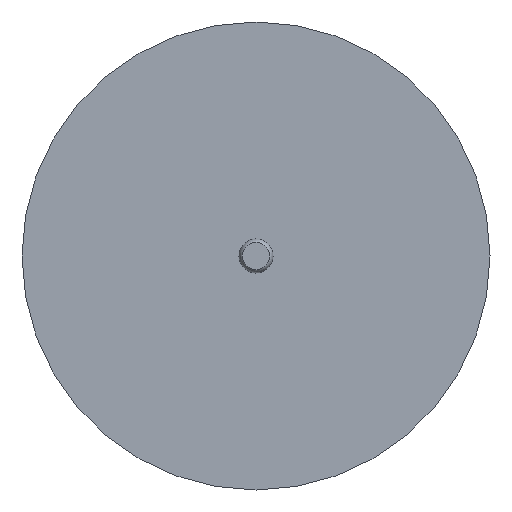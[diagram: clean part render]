
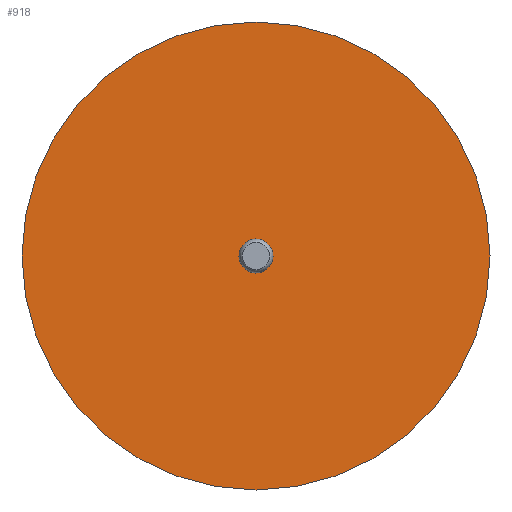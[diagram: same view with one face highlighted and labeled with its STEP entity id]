
A CAD part, front view. The second image highlights one B-rep face of the part: STEP entity #918.
In plain terms, the highlighted planar face has unit normal (0, -1, 0).
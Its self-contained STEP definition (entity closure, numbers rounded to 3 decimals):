
#70=FACE_BOUND('',#264,.T.);
#90=PLANE('',#1036);
#202=FACE_OUTER_BOUND('',#263,.T.);
#263=EDGE_LOOP('',(#795,#796));
#264=EDGE_LOOP('',(#797,#798));
#355=CIRCLE('',#1037,45.);
#356=CIRCLE('',#1038,45.);
#357=CIRCLE('',#1039,3.266);
#358=CIRCLE('',#1040,3.266);
#440=VERTEX_POINT('',#1636);
#441=VERTEX_POINT('',#1637);
#442=VERTEX_POINT('',#1640);
#443=VERTEX_POINT('',#1641);
#564=EDGE_CURVE('',#440,#441,#355,.T.);
#565=EDGE_CURVE('',#441,#440,#356,.T.);
#566=EDGE_CURVE('',#442,#443,#357,.T.);
#567=EDGE_CURVE('',#443,#442,#358,.T.);
#795=ORIENTED_EDGE('',*,*,#564,.F.);
#796=ORIENTED_EDGE('',*,*,#565,.F.);
#797=ORIENTED_EDGE('',*,*,#566,.T.);
#798=ORIENTED_EDGE('',*,*,#567,.T.);
#918=ADVANCED_FACE('',(#202,#70),#90,.T.);
#1036=AXIS2_PLACEMENT_3D('',#1635,#1262,#1263);
#1037=AXIS2_PLACEMENT_3D('',#1638,#1264,#1265);
#1038=AXIS2_PLACEMENT_3D('',#1639,#1266,#1267);
#1039=AXIS2_PLACEMENT_3D('',#1642,#1268,#1269);
#1040=AXIS2_PLACEMENT_3D('',#1643,#1270,#1271);
#1262=DIRECTION('center_axis',(0.,-1.,0.));
#1263=DIRECTION('ref_axis',(0.,0.,-1.));
#1264=DIRECTION('center_axis',(0.,1.,0.));
#1265=DIRECTION('ref_axis',(-1.,0.,0.));
#1266=DIRECTION('center_axis',(0.,1.,0.));
#1267=DIRECTION('ref_axis',(-1.,0.,0.));
#1268=DIRECTION('center_axis',(0.,1.,0.));
#1269=DIRECTION('ref_axis',(-1.,0.,0.));
#1270=DIRECTION('center_axis',(0.,1.,0.));
#1271=DIRECTION('ref_axis',(-1.,0.,0.));
#1635=CARTESIAN_POINT('Origin',(-22.5,1.469,0.));
#1636=CARTESIAN_POINT('',(-45.,1.469,0.));
#1637=CARTESIAN_POINT('',(0.,1.469,-45.));
#1638=CARTESIAN_POINT('Origin',(0.,1.469,0.));
#1639=CARTESIAN_POINT('Origin',(0.,1.469,0.));
#1640=CARTESIAN_POINT('',(-3.266,1.469,0.));
#1641=CARTESIAN_POINT('',(3.266,1.469,0.));
#1642=CARTESIAN_POINT('Origin',(0.,1.469,
0.));
#1643=CARTESIAN_POINT('Origin',(0.,1.469,
0.));
